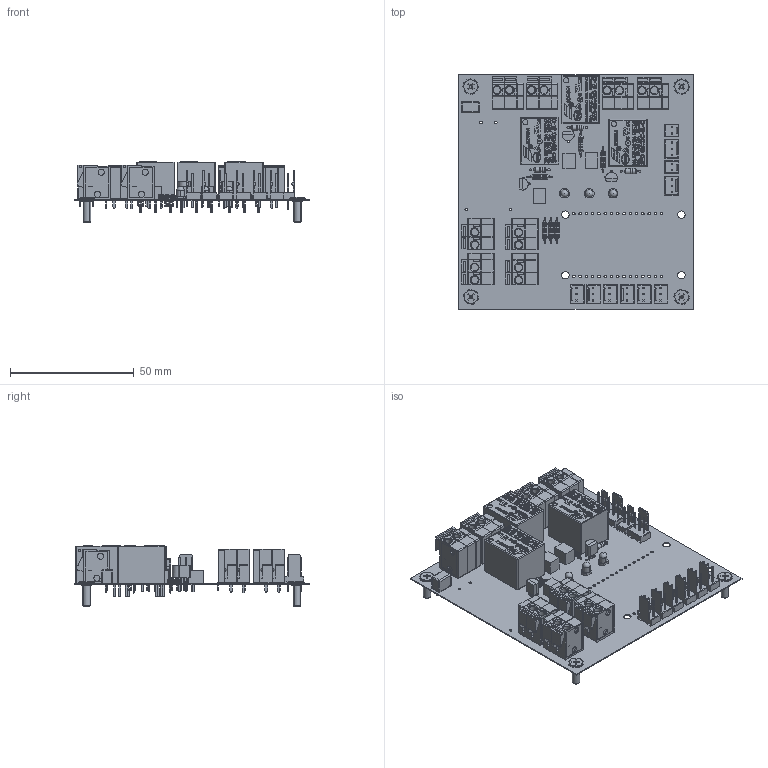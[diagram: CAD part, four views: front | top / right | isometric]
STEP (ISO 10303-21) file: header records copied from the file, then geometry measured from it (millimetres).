
FILE_DESCRIPTION(('Open CASCADE Model'),'2;1');
FILE_NAME('Open CASCADE Shape Model','2023-07-21T20:22:04',('Author'),( 'Open CASCADE'),'Open CASCADE STEP processor 6.8','Open CASCADE 6.8' ,'Unknown');
FILE_SCHEMA(('AUTOMOTIVE_DESIGN { 1 0 10303 214 1 1 1 1 }'));
Length unit declared in the file: millimetre
Products named in the file (62): PCB; Board; Open CASCADE STEP translator 6.8 2.1.1; U4; 6013385392; Extruded; R6; AXIAL04-3D; R5; Q3; TO92; P3; DG142V-2-5.08-1; K3; User_Library-SRD-05VDC-SL-C; D6; REDLED; D5; DO-204AH-RED; P7; CON2P-100; P6; U3; U1; R4; R3; R2; R1; Q2; Q1; P18; P17; P16; P15; P14; P13; CON3P-100; P12; P11; P10 ...
Assembly tree (98 placements, depth 4):
  PCB
    Board
      Open CASCADE STEP translator 6.8 2.1.1
    U4
      6013385392
        Extruded
    R6
      AXIAL04-3D
    R5
      AXIAL04-3D
    Q3
      TO92
    P3
      DG142V-2-5.08-1
    K3
      User_Library-SRD-05VDC-SL-C
    D6
      REDLED
    D5
      DO-204AH-RED
    P7
      CON2P-100
    P6
      CON2P-100
    U3
      6013385392
        Extruded
    U1
      6013385392
        Extruded
    R4
      AXIAL04-3D
    R3
      AXIAL04-3D
    R2
      AXIAL04-3D
    R1
      AXIAL04-3D
    Q2
      TO92
    Q1
      TO92
    P18
      DG142V-2-5.08-1
    P17
      DG142V-2-5.08-1
    P16
      DG142V-2-5.08-1
    P15
      DG142V-2-5.08-1
    P14
      DG142V-2-5.08-1
    P13
      CON3P-100
    P12
      CON3P-100
    P11
      CON3P-100
    P10
      CON3P-100
Bounding box: 95 x 95 x 24.4 mm (x, y, z)
Volume: 33207.2 mm3; surface area: 45783.1 mm2
Topology: 136 solids, 136 shells, 4007 faces, 10956 edges, 7628 vertices
Faces by surface type: plane 2869, cylinder 821, cone 118, torus 96, revolution 60, bspline 28, sphere 15
Full cylindrical faces by diameter (mm): 0.55 x12, 0.7 x6, 0.8 x23, 0.9 x6, 1 x32, 1.02 x30, 1.321 x15, 1.5 x32, 2 x12, 3 x4, 3.2 x4
Entity records: 42658 total; most frequent: CARTESIAN_POINT 11690, ORIENTED_EDGE 5678, DIRECTION 5210, EDGE_CURVE 2839, VERTEX_POINT 2038, LINE 1766, VECTOR 1766, AXIS2_PLACEMENT_3D 1717
